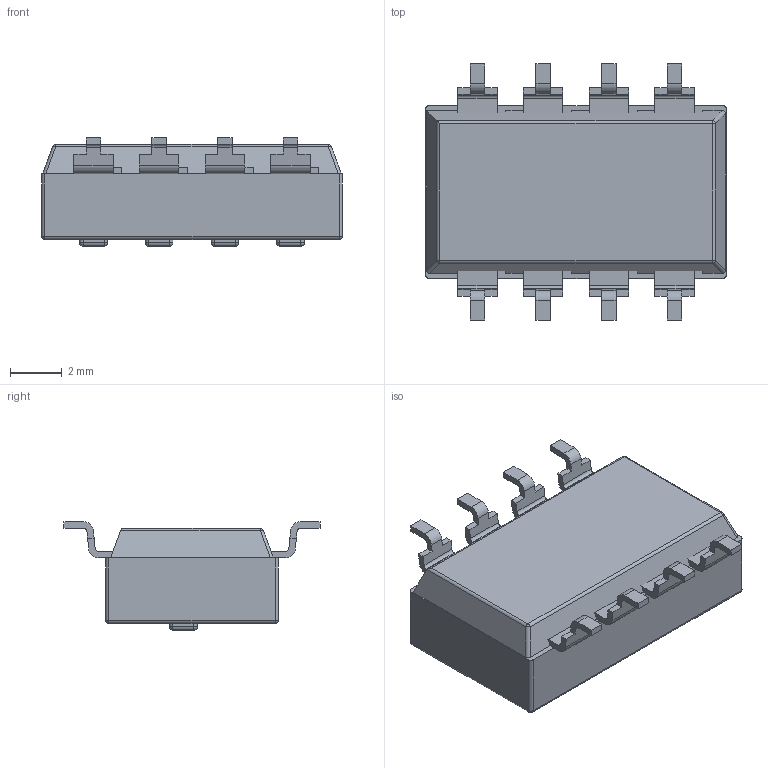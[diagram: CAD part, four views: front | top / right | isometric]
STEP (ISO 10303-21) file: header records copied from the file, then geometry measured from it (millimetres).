
FILE_DESCRIPTION((''),'2;1');
FILE_NAME('SD04H1SB_ASM','2011-09-23T',('cbachill'),(''),'PRO/ENGINEER BY PARAMETRIC TECHNOLOGY CORPORATION, 2010480','PRO/ENGINEER BY PARAMETRIC TECHNOLOGY CORPORATION, 2010480','');
FILE_SCHEMA(('AUTOMOTIVE_DESIGN_CC2 { 1 2 10303 214 -1 1 5 2 }'));
Length unit declared in the file: inch
Products named in the file (3): SD04-EXT-HOUSING; SD-SF-TERMINALS4; SD04H1SB_ASM
Assembly tree (2 placements, depth 2):
  SD04H1SB_ASM
    SD04-EXT-HOUSING
    SD-SF-TERMINALS4
Bounding box: 11.63 x 9.91 x 4.19 mm (x, y, z)
Volume: 268.8 mm3; surface area: 402.4 mm2
Topology: 9 solids, 9 shells, 313 faces, 1210 edges, 1346 vertices
Faces by surface type: plane 211, cylinder 79, sphere 23
Entity records: 11670 total; most frequent: CARTESIAN_POINT 2067, DIRECTION 2031, ORIENTED_EDGE 1576, VECTOR 1053, LINE 1053, EDGE_CURVE 788, VERTEX_POINT 502, AXIS2_PLACEMENT_3D 489
